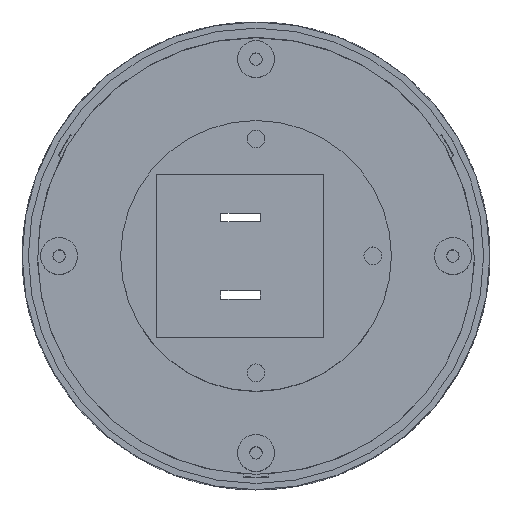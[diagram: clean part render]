
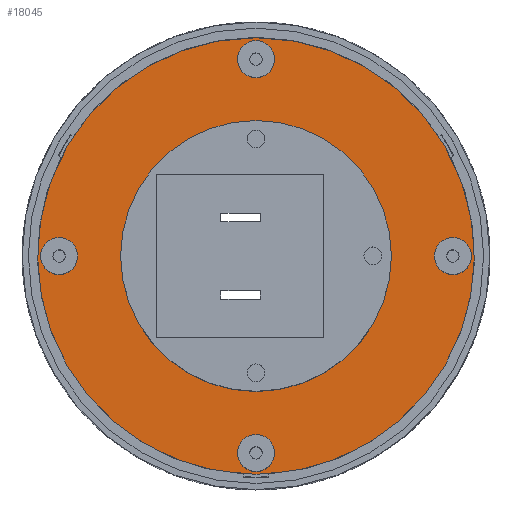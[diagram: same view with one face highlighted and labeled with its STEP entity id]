
A CAD part, top view. The second image highlights one B-rep face of the part: STEP entity #18045.
In plain terms, the highlighted planar face has unit normal (0, 0, 1).
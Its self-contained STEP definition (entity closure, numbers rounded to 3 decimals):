
#159=FACE_BOUND('',#6000,.T.);
#160=FACE_BOUND('',#6001,.T.);
#161=FACE_BOUND('',#6002,.T.);
#162=FACE_BOUND('',#6003,.T.);
#163=FACE_BOUND('',#6004,.T.);
#5079=FACE_OUTER_BOUND('',#5999,.T.);
#5999=EDGE_LOOP('',(#15530));
#6000=EDGE_LOOP('',(#15531));
#6001=EDGE_LOOP('',(#15532));
#6002=EDGE_LOOP('',(#15533));
#6003=EDGE_LOOP('',(#15534));
#6004=EDGE_LOOP('',(#15535));
#6508=CIRCLE('',#19293,35.5);
#6509=CIRCLE('',#19294,3.);
#6510=CIRCLE('',#19295,3.);
#6511=CIRCLE('',#19296,22.);
#6512=CIRCLE('',#19297,3.);
#6513=CIRCLE('',#19298,3.);
#8440=VERTEX_POINT('',#29371);
#8441=VERTEX_POINT('',#29373);
#8442=VERTEX_POINT('',#29375);
#8443=VERTEX_POINT('',#29377);
#8444=VERTEX_POINT('',#29379);
#8445=VERTEX_POINT('',#29381);
#10968=EDGE_CURVE('',#8440,#8440,#6508,.T.);
#10969=EDGE_CURVE('',#8441,#8441,#6509,.T.);
#10970=EDGE_CURVE('',#8442,#8442,#6510,.T.);
#10971=EDGE_CURVE('',#8443,#8443,#6511,.T.);
#10972=EDGE_CURVE('',#8444,#8444,#6512,.T.);
#10973=EDGE_CURVE('',#8445,#8445,#6513,.T.);
#15530=ORIENTED_EDGE('',*,*,#10968,.F.);
#15531=ORIENTED_EDGE('',*,*,#10969,.F.);
#15532=ORIENTED_EDGE('',*,*,#10970,.F.);
#15533=ORIENTED_EDGE('',*,*,#10971,.F.);
#15534=ORIENTED_EDGE('',*,*,#10972,.F.);
#15535=ORIENTED_EDGE('',*,*,#10973,.F.);
#17284=PLANE('',#19292);
#18045=ADVANCED_FACE('',(#5079,#159,#160,#161,#162,#163),#17284,.F.);
#19292=AXIS2_PLACEMENT_3D('',#29370,#23931,#23932);
#19293=AXIS2_PLACEMENT_3D('',#29372,#23933,#23934);
#19294=AXIS2_PLACEMENT_3D('',#29374,#23935,#23936);
#19295=AXIS2_PLACEMENT_3D('',#29376,#23937,#23938);
#19296=AXIS2_PLACEMENT_3D('',#29378,#23939,#23940);
#19297=AXIS2_PLACEMENT_3D('',#29380,#23941,#23942);
#19298=AXIS2_PLACEMENT_3D('',#29382,#23943,#23944);
#23931=DIRECTION('center_axis',(0.,0.,-1.));
#23932=DIRECTION('ref_axis',(-1.,0.,0.));
#23933=DIRECTION('center_axis',(0.,0.,-1.));
#23934=DIRECTION('ref_axis',(1.,0.,0.));
#23935=DIRECTION('center_axis',(0.,0.,1.));
#23936=DIRECTION('ref_axis',(-1.,0.,0.));
#23937=DIRECTION('center_axis',(0.,0.,1.));
#23938=DIRECTION('ref_axis',(-1.,0.,0.));
#23939=DIRECTION('center_axis',(0.,0.,1.));
#23940=DIRECTION('ref_axis',(-1.,0.,0.));
#23941=DIRECTION('center_axis',(0.,0.,1.));
#23942=DIRECTION('ref_axis',(-1.,0.,0.));
#23943=DIRECTION('center_axis',(0.,0.,1.));
#23944=DIRECTION('ref_axis',(-1.,0.,0.));
#29370=CARTESIAN_POINT('Origin',(0.,0.,-3.));
#29371=CARTESIAN_POINT('',(-35.5,0.,-3.));
#29372=CARTESIAN_POINT('Origin',(0.,0.,-3.));
#29373=CARTESIAN_POINT('',(-29.,0.,-3.));
#29374=CARTESIAN_POINT('Origin',(-32.,0.,-3.));
#29375=CARTESIAN_POINT('',(3.,-32.,-3.));
#29376=CARTESIAN_POINT('Origin',(0.,-32.,-3.));
#29377=CARTESIAN_POINT('',(22.,0.,-3.));
#29378=CARTESIAN_POINT('Origin',(0.,0.,-3.));
#29379=CARTESIAN_POINT('',(35.,0.,-3.));
#29380=CARTESIAN_POINT('Origin',(32.,0.,-3.));
#29381=CARTESIAN_POINT('',(3.,32.,-3.));
#29382=CARTESIAN_POINT('Origin',(0.,32.,-3.));
